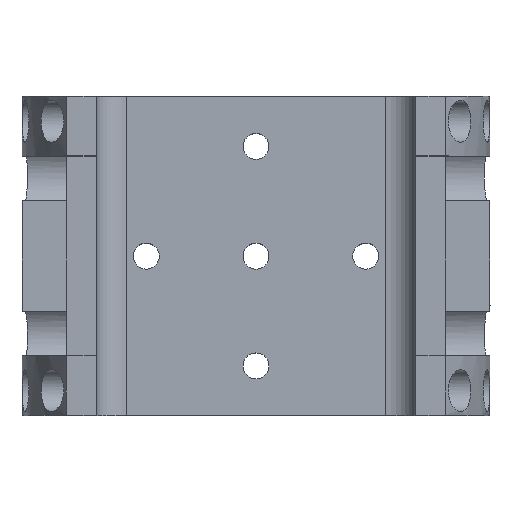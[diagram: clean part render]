
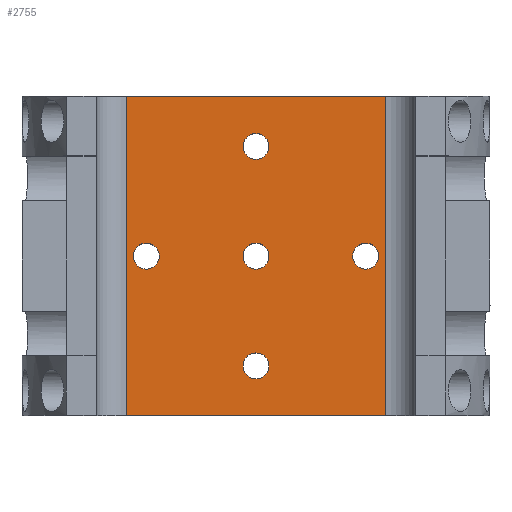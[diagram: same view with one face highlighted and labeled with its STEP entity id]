
A CAD part, top view. The second image highlights one B-rep face of the part: STEP entity #2755.
In plain terms, the highlighted planar face has unit normal (0, 0, 1).
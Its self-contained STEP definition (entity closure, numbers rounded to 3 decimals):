
#41=FACE_BOUND('',#383,.T.);
#42=FACE_BOUND('',#384,.T.);
#43=FACE_BOUND('',#385,.T.);
#44=FACE_BOUND('',#386,.T.);
#45=FACE_BOUND('',#387,.T.);
#96=PLANE('',#2961);
#219=FACE_OUTER_BOUND('',#382,.T.);
#382=EDGE_LOOP('',(#1999,#2000,#2001,#2002));
#383=EDGE_LOOP('',(#2003,#2004));
#384=EDGE_LOOP('',(#2005,#2006));
#385=EDGE_LOOP('',(#2007,#2008));
#386=EDGE_LOOP('',(#2009,#2010));
#387=EDGE_LOOP('',(#2011,#2012));
#579=LINE('',#4223,#794);
#597=LINE('',#4285,#812);
#609=LINE('',#4311,#824);
#610=LINE('',#4312,#825);
#794=VECTOR('',#3331,1.);
#812=VECTOR('',#3389,1.);
#824=VECTOR('',#3411,1.);
#825=VECTOR('',#3412,1.);
#1018=CIRCLE('',#2962,1.3);
#1019=CIRCLE('',#2963,1.3);
#1020=CIRCLE('',#2964,1.3);
#1021=CIRCLE('',#2965,1.3);
#1022=CIRCLE('',#2966,1.3);
#1023=CIRCLE('',#2967,1.3);
#1024=CIRCLE('',#2968,1.3);
#1025=CIRCLE('',#2969,1.3);
#1026=CIRCLE('',#2970,1.3);
#1027=CIRCLE('',#2971,1.3);
#1196=VERTEX_POINT('',#4220);
#1197=VERTEX_POINT('',#4222);
#1221=VERTEX_POINT('',#4284);
#1230=VERTEX_POINT('',#4310);
#1231=VERTEX_POINT('',#4313);
#1232=VERTEX_POINT('',#4314);
#1233=VERTEX_POINT('',#4317);
#1234=VERTEX_POINT('',#4318);
#1235=VERTEX_POINT('',#4321);
#1236=VERTEX_POINT('',#4322);
#1237=VERTEX_POINT('',#4325);
#1238=VERTEX_POINT('',#4326);
#1239=VERTEX_POINT('',#4329);
#1240=VERTEX_POINT('',#4330);
#1486=EDGE_CURVE('',#1196,#1197,#579,.T.);
#1517=EDGE_CURVE('',#1196,#1221,#597,.T.);
#1530=EDGE_CURVE('',#1197,#1230,#609,.T.);
#1531=EDGE_CURVE('',#1221,#1230,#610,.T.);
#1532=EDGE_CURVE('',#1231,#1232,#1018,.T.);
#1533=EDGE_CURVE('',#1232,#1231,#1019,.T.);
#1534=EDGE_CURVE('',#1233,#1234,#1020,.T.);
#1535=EDGE_CURVE('',#1234,#1233,#1021,.T.);
#1536=EDGE_CURVE('',#1235,#1236,#1022,.T.);
#1537=EDGE_CURVE('',#1236,#1235,#1023,.T.);
#1538=EDGE_CURVE('',#1237,#1238,#1024,.T.);
#1539=EDGE_CURVE('',#1238,#1237,#1025,.T.);
#1540=EDGE_CURVE('',#1239,#1240,#1026,.T.);
#1541=EDGE_CURVE('',#1240,#1239,#1027,.T.);
#1999=ORIENTED_EDGE('',*,*,#1530,.F.);
#2000=ORIENTED_EDGE('',*,*,#1486,.F.);
#2001=ORIENTED_EDGE('',*,*,#1517,.T.);
#2002=ORIENTED_EDGE('',*,*,#1531,.T.);
#2003=ORIENTED_EDGE('',*,*,#1532,.F.);
#2004=ORIENTED_EDGE('',*,*,#1533,.F.);
#2005=ORIENTED_EDGE('',*,*,#1534,.F.);
#2006=ORIENTED_EDGE('',*,*,#1535,.F.);
#2007=ORIENTED_EDGE('',*,*,#1536,.F.);
#2008=ORIENTED_EDGE('',*,*,#1537,.F.);
#2009=ORIENTED_EDGE('',*,*,#1538,.F.);
#2010=ORIENTED_EDGE('',*,*,#1539,.F.);
#2011=ORIENTED_EDGE('',*,*,#1540,.F.);
#2012=ORIENTED_EDGE('',*,*,#1541,.F.);
#2755=ADVANCED_FACE('',(#219,#41,#42,#43,#44,#45),#96,.T.);
#2961=AXIS2_PLACEMENT_3D('',#4309,#3409,#3410);
#2962=AXIS2_PLACEMENT_3D('',#4315,#3413,#3414);
#2963=AXIS2_PLACEMENT_3D('',#4316,#3415,#3416);
#2964=AXIS2_PLACEMENT_3D('',#4319,#3417,#3418);
#2965=AXIS2_PLACEMENT_3D('',#4320,#3419,#3420);
#2966=AXIS2_PLACEMENT_3D('',#4323,#3421,#3422);
#2967=AXIS2_PLACEMENT_3D('',#4324,#3423,#3424);
#2968=AXIS2_PLACEMENT_3D('',#4327,#3425,#3426);
#2969=AXIS2_PLACEMENT_3D('',#4328,#3427,#3428);
#2970=AXIS2_PLACEMENT_3D('',#4331,#3429,#3430);
#2971=AXIS2_PLACEMENT_3D('',#4332,#3431,#3432);
#3331=DIRECTION('',(0.,1.,0.));
#3389=DIRECTION('',(1.,0.,0.));
#3409=DIRECTION('center_axis',(0.,0.,1.));
#3410=DIRECTION('ref_axis',(1.,0.,0.));
#3411=DIRECTION('',(1.,0.,0.));
#3412=DIRECTION('',(0.,1.,0.));
#3413=DIRECTION('center_axis',(0.,0.,1.));
#3414=DIRECTION('ref_axis',(1.,0.,0.));
#3415=DIRECTION('center_axis',(0.,0.,1.));
#3416=DIRECTION('ref_axis',(1.,0.,0.));
#3417=DIRECTION('center_axis',(0.,0.,1.));
#3418=DIRECTION('ref_axis',(1.,0.,0.));
#3419=DIRECTION('center_axis',(0.,0.,1.));
#3420=DIRECTION('ref_axis',(1.,0.,0.));
#3421=DIRECTION('center_axis',(0.,0.,1.));
#3422=DIRECTION('ref_axis',(1.,0.,0.));
#3423=DIRECTION('center_axis',(0.,0.,1.));
#3424=DIRECTION('ref_axis',(1.,0.,0.));
#3425=DIRECTION('center_axis',(0.,0.,1.));
#3426=DIRECTION('ref_axis',(1.,0.,0.));
#3427=DIRECTION('center_axis',(0.,0.,1.));
#3428=DIRECTION('ref_axis',(1.,0.,0.));
#3429=DIRECTION('center_axis',(0.,0.,1.));
#3430=DIRECTION('ref_axis',(1.,0.,0.));
#3431=DIRECTION('center_axis',(0.,0.,1.));
#3432=DIRECTION('ref_axis',(1.,0.,0.));
#4220=CARTESIAN_POINT('',(6.,0.,3.5));
#4222=CARTESIAN_POINT('',(6.,32.,3.5));
#4223=CARTESIAN_POINT('',(6.,0.,3.5));
#4284=CARTESIAN_POINT('',(32.,0.,3.5));
#4285=CARTESIAN_POINT('',(0.,0.,3.5));
#4309=CARTESIAN_POINT('Origin',(0.,0.,3.5));
#4310=CARTESIAN_POINT('',(32.,32.,3.5));
#4311=CARTESIAN_POINT('',(0.,32.,3.5));
#4312=CARTESIAN_POINT('',(32.,0.,3.5));
#4313=CARTESIAN_POINT('',(20.3,5.,3.5));
#4314=CARTESIAN_POINT('',(17.7,5.,3.5));
#4315=CARTESIAN_POINT('Origin',(19.,5.,3.5));
#4316=CARTESIAN_POINT('Origin',(19.,5.,3.5));
#4317=CARTESIAN_POINT('',(20.3,16.,3.5));
#4318=CARTESIAN_POINT('',(17.7,16.,3.5));
#4319=CARTESIAN_POINT('Origin',(19.,16.,3.5));
#4320=CARTESIAN_POINT('Origin',(19.,16.,3.5));
#4321=CARTESIAN_POINT('',(20.3,27.,3.5));
#4322=CARTESIAN_POINT('',(17.7,27.,3.5));
#4323=CARTESIAN_POINT('Origin',(19.,27.,3.5));
#4324=CARTESIAN_POINT('Origin',(19.,27.,3.5));
#4325=CARTESIAN_POINT('',(9.3,16.,3.5));
#4326=CARTESIAN_POINT('',(6.7,16.,3.5));
#4327=CARTESIAN_POINT('Origin',(8.,16.,3.5));
#4328=CARTESIAN_POINT('Origin',(8.,16.,3.5));
#4329=CARTESIAN_POINT('',(31.3,16.,3.5));
#4330=CARTESIAN_POINT('',(28.7,16.,3.5));
#4331=CARTESIAN_POINT('Origin',(30.,16.,3.5));
#4332=CARTESIAN_POINT('Origin',(30.,16.,3.5));
